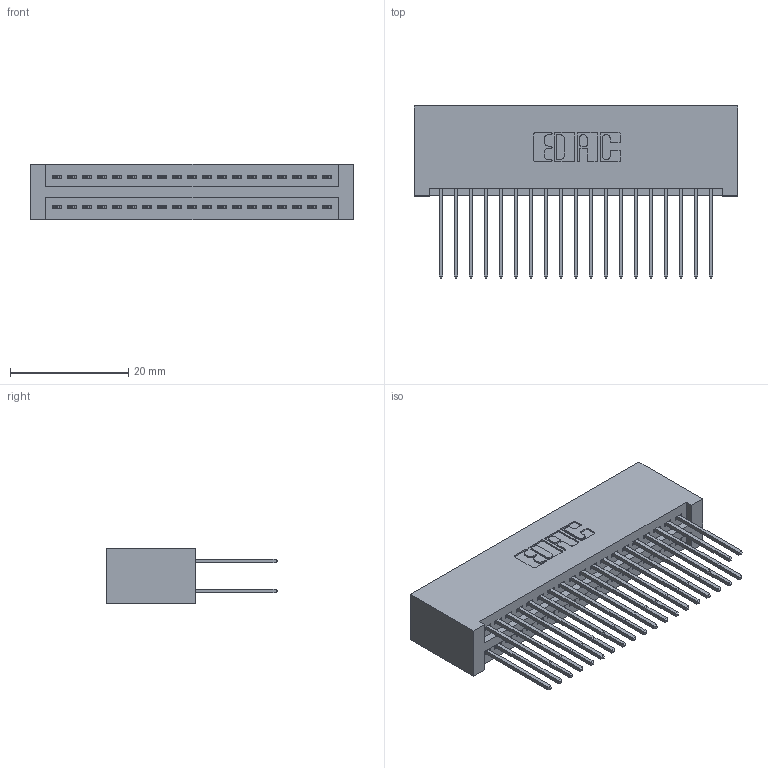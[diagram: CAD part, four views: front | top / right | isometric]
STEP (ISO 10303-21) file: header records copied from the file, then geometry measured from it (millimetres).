
FILE_DESCRIPTION (( 'STEP AP203' ), '1' );
FILE_NAME ('345-038-540-201.STEP', '2019-10-28T14:58:58', ( '' ), ( '' ), 'SwSTEP 2.0', 'SolidWorks 2016', '' );
FILE_SCHEMA (( 'CONFIG_CONTROL_DESIGN' ));
Length unit declared in the file: inch
Products named in the file (3): 345-292-001_345-293-140; 345 Part_No Mounting Lugs; 345-038-540-201
Assembly tree (39 placements, depth 2):
  345-038-540-201
    345 Part_No Mounting Lugs
    345-292-001_345-293-140  x38
Bounding box: 54.86 x 29.13 x 9.4 mm (x, y, z)
Volume: 5876 mm3; surface area: 9211.9 mm2
Topology: 39 solids, 39 shells, 2018 faces, 5979 edges, 3934 vertices
Faces by surface type: plane 1330, cylinder 688
Entity records: 17745 total; most frequent: CARTESIAN_POINT 2996, ORIENTED_EDGE 2930, DIRECTION 2665, EDGE_CURVE 1465, LINE 1265, VECTOR 1265, VERTEX_POINT 974, AXIS2_PLACEMENT_3D 700
